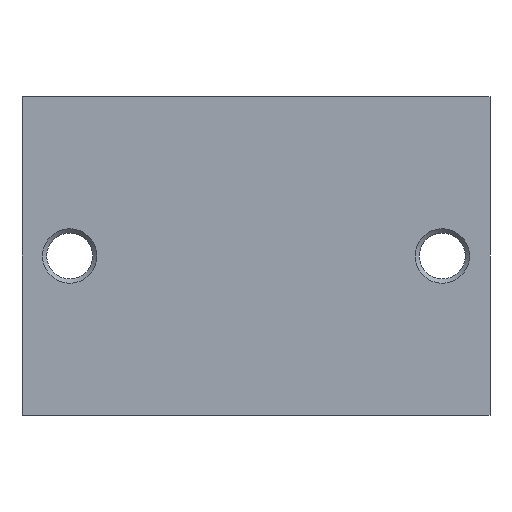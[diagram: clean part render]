
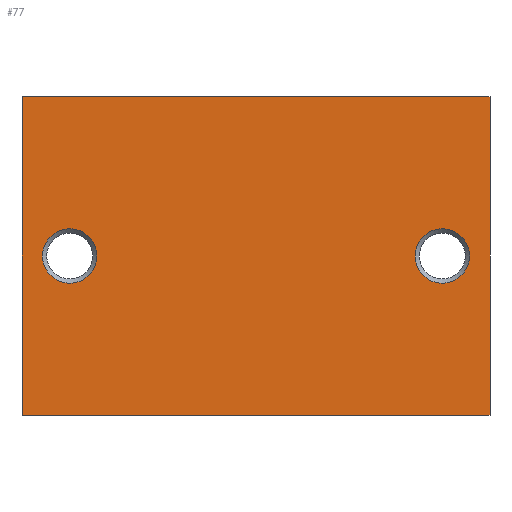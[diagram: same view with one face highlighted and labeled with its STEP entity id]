
A CAD part, front view. The second image highlights one B-rep face of the part: STEP entity #77.
In plain terms, the highlighted planar face has unit normal (0, -1, 0).
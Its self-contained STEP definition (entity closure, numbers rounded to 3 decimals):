
#77 = ADVANCED_FACE( '', ( #166, #167, #168 ), #169, .F. );
#166 = FACE_BOUND( '', #249, .T. );
#167 = FACE_OUTER_BOUND( '', #250, .T. );
#168 = FACE_BOUND( '', #251, .T. );
#169 = PLANE( '', #252 );
#249 = EDGE_LOOP( '', ( #382 ) );
#250 = EDGE_LOOP( '', ( #383, #384, #385, #386 ) );
#251 = EDGE_LOOP( '', ( #387 ) );
#252 = AXIS2_PLACEMENT_3D( '', #388, #389, #390 );
#382 = ORIENTED_EDGE( '', *, *, #403, .F. );
#383 = ORIENTED_EDGE( '', *, *, #426, .T. );
#384 = ORIENTED_EDGE( '', *, *, #443, .F. );
#385 = ORIENTED_EDGE( '', *, *, #410, .F. );
#386 = ORIENTED_EDGE( '', *, *, #449, .T. );
#387 = ORIENTED_EDGE( '', *, *, #441, .F. );
#388 = CARTESIAN_POINT( '', ( -51.5, 0., 70. ) );
#389 = DIRECTION( '', ( 0., 1., 0. ) );
#390 = DIRECTION( '', ( 0., 0., 1. ) );
#403 = EDGE_CURVE( '', #457, #457, #458, .T. );
#410 = EDGE_CURVE( '', #468, #470, #471, .T. );
#426 = EDGE_CURVE( '', #489, #497, #499, .T. );
#441 = EDGE_CURVE( '', #518, #518, #519, .T. );
#443 = EDGE_CURVE( '', #470, #497, #521, .T. );
#449 = EDGE_CURVE( '', #468, #489, #528, .T. );
#457 = VERTEX_POINT( '', #536 );
#458 = CIRCLE( '', #537, 6. );
#468 = VERTEX_POINT( '', #547 );
#470 = VERTEX_POINT( '', #550 );
#471 = LINE( '', #551, #552 );
#489 = VERTEX_POINT( '', #639 );
#497 = VERTEX_POINT( '', #651 );
#499 = LINE( '', #654, #655 );
#518 = VERTEX_POINT( '', #678 );
#519 = CIRCLE( '', #679, 6. );
#521 = LINE( '', #681, #682 );
#528 = LINE( '', #689, #690 );
#536 = CARTESIAN_POINT( '', ( 41., 0., 29. ) );
#537 = AXIS2_PLACEMENT_3D( '', #698, #699, #700 );
#547 = CARTESIAN_POINT( '', ( -51.5, 0., 70. ) );
#550 = CARTESIAN_POINT( '', ( 51.5, 0., 70. ) );
#551 = CARTESIAN_POINT( '', ( -51.5, 0., 70. ) );
#552 = VECTOR( '', #711, 1000. );
#639 = CARTESIAN_POINT( '', ( -51.5, 0., 0. ) );
#651 = CARTESIAN_POINT( '', ( 51.5, 0., 0. ) );
#654 = CARTESIAN_POINT( '', ( -51.5, 0., 0. ) );
#655 = VECTOR( '', #727, 1000. );
#678 = CARTESIAN_POINT( '', ( -41., 0., 29. ) );
#679 = AXIS2_PLACEMENT_3D( '', #744, #745, #746 );
#681 = CARTESIAN_POINT( '', ( 51.5, 0., 70. ) );
#682 = VECTOR( '', #747, 1000. );
#689 = CARTESIAN_POINT( '', ( -51.5, 0., 70. ) );
#690 = VECTOR( '', #751, 1000. );
#698 = CARTESIAN_POINT( '', ( 41., 0., 35. ) );
#699 = DIRECTION( '', ( 0., -1., 0. ) );
#700 = DIRECTION( '', ( 0., 0., -1. ) );
#711 = DIRECTION( '', ( 1., 0., 0. ) );
#727 = DIRECTION( '', ( 1., 0., 0. ) );
#744 = CARTESIAN_POINT( '', ( -41., 0., 35. ) );
#745 = DIRECTION( '', ( 0., -1., 0. ) );
#746 = DIRECTION( '', ( 0., 0., -1. ) );
#747 = DIRECTION( '', ( 0., 0., -1. ) );
#751 = DIRECTION( '', ( 0., 0., -1. ) );
